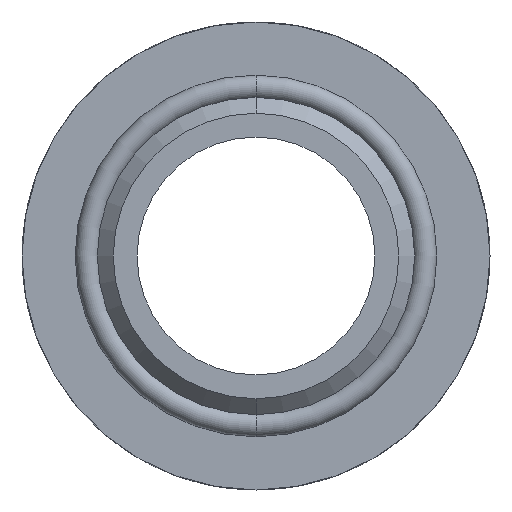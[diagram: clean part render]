
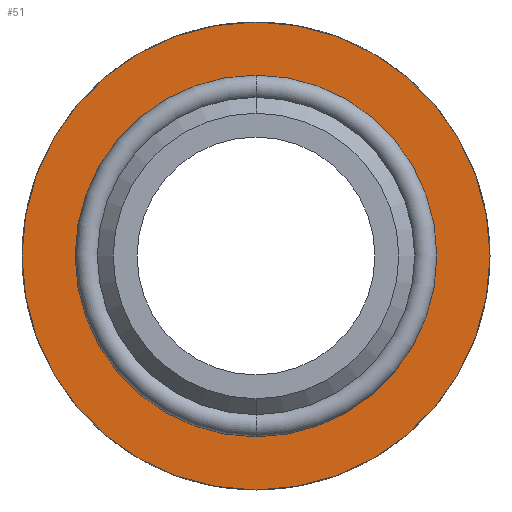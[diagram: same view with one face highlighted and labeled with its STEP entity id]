
A CAD part, front view. The second image highlights one B-rep face of the part: STEP entity #51.
In plain terms, the highlighted planar face has unit normal (0, -1, 0).
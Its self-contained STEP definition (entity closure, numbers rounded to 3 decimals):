
#2 = FACE_BOUND ( 'NONE', #2221, .T. ) ;
#37 = AXIS2_PLACEMENT_3D ( 'NONE', #128, #127, #126 ) ;
#40 = FACE_OUTER_BOUND ( 'NONE', #2217, .T. ) ;
#51 = ADVANCED_FACE ( 'NONE', ( #2, #40 ), #129, .F. ) ;
#87 = EDGE_CURVE ( 'NONE', #758, #778, #601, .T. ) ;
#88 = EDGE_CURVE ( 'NONE', #2155, #2154, #602, .T. ) ;
#126 = DIRECTION ( 'NONE',  ( 0., 0., 1. ) ) ;
#127 = DIRECTION ( 'NONE',  ( 0., 1., 0. ) ) ;
#128 = CARTESIAN_POINT ( 'NONE',  ( 14.75, -4.852, 0. ) ) ;
#129 = PLANE ( 'NONE',  #37 ) ;
#280 = ORIENTED_EDGE ( 'NONE', *, *, #88, .F. ) ;
#281 = ORIENTED_EDGE ( 'NONE', *, *, #469, .T. ) ;
#283 = ORIENTED_EDGE ( 'NONE', *, *, #87, .T. ) ;
#284 = ORIENTED_EDGE ( 'NONE', *, *, #1453, .F. ) ;
#469 = EDGE_CURVE ( 'NONE', #778, #758, #610, .T. ) ;
#546 = CIRCLE ( 'NONE', #1291, 14.75 ) ;
#601 = CIRCLE ( 'NONE', #1131, 11.024 ) ;
#602 = CIRCLE ( 'NONE', #1126, 14.75 ) ;
#610 = CIRCLE ( 'NONE', #1108, 11.024 ) ;
#758 = VERTEX_POINT ( 'NONE', #1543 ) ;
#778 = VERTEX_POINT ( 'NONE', #1563 ) ;
#1108 = AXIS2_PLACEMENT_3D ( 'NONE', #1154, #1153, #1152 ) ;
#1126 = AXIS2_PLACEMENT_3D ( 'NONE', #1205, #1204, #1203 ) ;
#1131 = AXIS2_PLACEMENT_3D ( 'NONE', #1217, #1207, #1206 ) ;
#1152 = DIRECTION ( 'NONE',  ( 0., 0., 1. ) ) ;
#1153 = DIRECTION ( 'NONE',  ( 0., 1., 0. ) ) ;
#1154 = CARTESIAN_POINT ( 'NONE',  ( 0., -4.852, 0. ) ) ;
#1203 = DIRECTION ( 'NONE',  ( 0., 0., 1. ) ) ;
#1204 = DIRECTION ( 'NONE',  ( 0., 1., 0. ) ) ;
#1205 = CARTESIAN_POINT ( 'NONE',  ( 0., -4.852, 0. ) ) ;
#1206 = DIRECTION ( 'NONE',  ( 0., 0., 1. ) ) ;
#1207 = DIRECTION ( 'NONE',  ( 0., 1., 0. ) ) ;
#1217 = CARTESIAN_POINT ( 'NONE',  ( 0., -4.852, 0. ) ) ;
#1291 = AXIS2_PLACEMENT_3D ( 'NONE', #1833, #1840, #1841 ) ;
#1453 = EDGE_CURVE ( 'NONE', #2154, #2155, #546, .T. ) ;
#1543 = CARTESIAN_POINT ( 'NONE',  ( 0., -4.852, -11.024 ) ) ;
#1563 = CARTESIAN_POINT ( 'NONE',  ( 0., -4.852, 11.024 ) ) ;
#1833 = CARTESIAN_POINT ( 'NONE',  ( 0., -4.852, 0. ) ) ;
#1840 = DIRECTION ( 'NONE',  ( 0., 1., 0. ) ) ;
#1841 = DIRECTION ( 'NONE',  ( 0., 0., 1. ) ) ;
#2093 = CARTESIAN_POINT ( 'NONE',  ( 0., -4.852, 14.75 ) ) ;
#2094 = CARTESIAN_POINT ( 'NONE',  ( 0., -4.852, -14.75 ) ) ;
#2154 = VERTEX_POINT ( 'NONE', #2093 ) ;
#2155 = VERTEX_POINT ( 'NONE', #2094 ) ;
#2217 = EDGE_LOOP ( 'NONE', ( #284, #280 ) ) ;
#2221 = EDGE_LOOP ( 'NONE', ( #283, #281 ) ) ;
